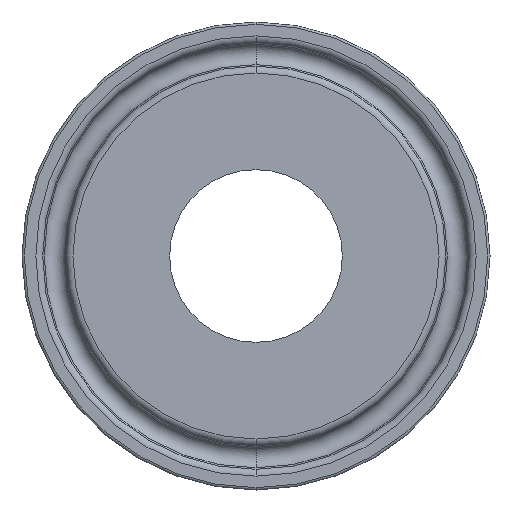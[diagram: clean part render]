
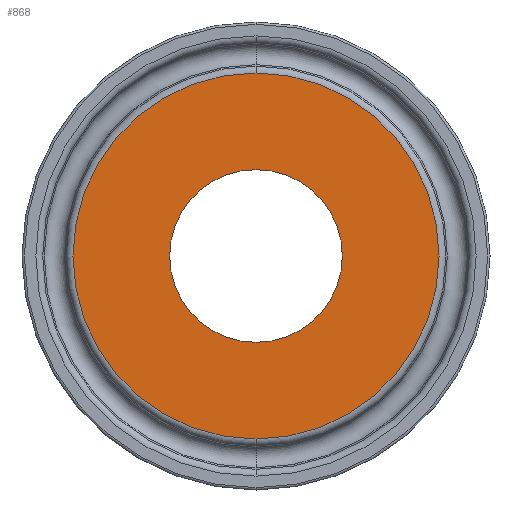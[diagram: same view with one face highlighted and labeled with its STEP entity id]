
A CAD part, front view. The second image highlights one B-rep face of the part: STEP entity #868.
In plain terms, the highlighted planar face has unit normal (0, -1, 0).
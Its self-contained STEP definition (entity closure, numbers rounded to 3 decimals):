
#19 = DIRECTION ( 'NONE',  ( 0., 0., 1. ) ) ;
#28 = FACE_OUTER_BOUND ( 'NONE', #669, .T. ) ;
#51 = CARTESIAN_POINT ( 'NONE',  ( 0., 0., 0. ) ) ;
#63 = ORIENTED_EDGE ( 'NONE', *, *, #1013, .T. ) ;
#193 = CIRCLE ( 'NONE', #638, 19.747 ) ;
#239 = DIRECTION ( 'NONE',  ( 0., 1., 0. ) ) ;
#240 = ORIENTED_EDGE ( 'NONE', *, *, #577, .T. ) ;
#277 = CARTESIAN_POINT ( 'NONE',  ( 0., 0., -9.315 ) ) ;
#334 = CARTESIAN_POINT ( 'NONE',  ( 0., 0., 0. ) ) ;
#336 = VERTEX_POINT ( 'NONE', #1297 ) ;
#341 = DIRECTION ( 'NONE',  ( 0., 0., 1. ) ) ;
#347 = CARTESIAN_POINT ( 'NONE',  ( 0., 0., 0. ) ) ;
#407 = VERTEX_POINT ( 'NONE', #277 ) ;
#432 = EDGE_CURVE ( 'NONE', #407, #1054, #763, .T. ) ;
#450 = DIRECTION ( 'NONE',  ( 0., 0., 1. ) ) ;
#459 = AXIS2_PLACEMENT_3D ( 'NONE', #347, #778, #450 ) ;
#577 = EDGE_CURVE ( 'NONE', #1183, #336, #193, .T. ) ;
#638 = AXIS2_PLACEMENT_3D ( 'NONE', #51, #1289, #901 ) ;
#659 = CIRCLE ( 'NONE', #1110, 9.315 ) ;
#669 = EDGE_LOOP ( 'NONE', ( #63, #240 ) ) ;
#720 = DIRECTION ( 'NONE',  ( 0., 0., 1. ) ) ;
#732 = EDGE_CURVE ( 'NONE', #1054, #407, #659, .T. ) ;
#750 = PLANE ( 'NONE',  #1133 ) ;
#763 = CIRCLE ( 'NONE', #960, 9.315 ) ;
#778 = DIRECTION ( 'NONE',  ( 0., -1., 0. ) ) ;
#784 = CIRCLE ( 'NONE', #459, 19.747 ) ;
#863 = CARTESIAN_POINT ( 'NONE',  ( 0., 0., -19.747 ) ) ;
#868 = ADVANCED_FACE ( 'NONE', ( #28, #936 ), #750, .F. ) ;
#881 = ORIENTED_EDGE ( 'NONE', *, *, #432, .T. ) ;
#901 = DIRECTION ( 'NONE',  ( 0., 0., 1. ) ) ;
#929 = CARTESIAN_POINT ( 'NONE',  ( 9.315, 0., 0. ) ) ;
#930 = DIRECTION ( 'NONE',  ( 0., 1., 0. ) ) ;
#936 = FACE_BOUND ( 'NONE', #1304, .T. ) ;
#960 = AXIS2_PLACEMENT_3D ( 'NONE', #334, #239, #341 ) ;
#1013 = EDGE_CURVE ( 'NONE', #336, #1183, #784, .T. ) ;
#1054 = VERTEX_POINT ( 'NONE', #1060 ) ;
#1060 = CARTESIAN_POINT ( 'NONE',  ( 0., 0., 9.315 ) ) ;
#1110 = AXIS2_PLACEMENT_3D ( 'NONE', #1333, #930, #720 ) ;
#1125 = ORIENTED_EDGE ( 'NONE', *, *, #732, .T. ) ;
#1133 = AXIS2_PLACEMENT_3D ( 'NONE', #929, #1153, #19 ) ;
#1153 = DIRECTION ( 'NONE',  ( 0., 1., 0. ) ) ;
#1183 = VERTEX_POINT ( 'NONE', #863 ) ;
#1289 = DIRECTION ( 'NONE',  ( 0., -1., 0. ) ) ;
#1297 = CARTESIAN_POINT ( 'NONE',  ( 0., 0., 19.747 ) ) ;
#1304 = EDGE_LOOP ( 'NONE', ( #1125, #881 ) ) ;
#1333 = CARTESIAN_POINT ( 'NONE',  ( 0., 0., 0. ) ) ;
